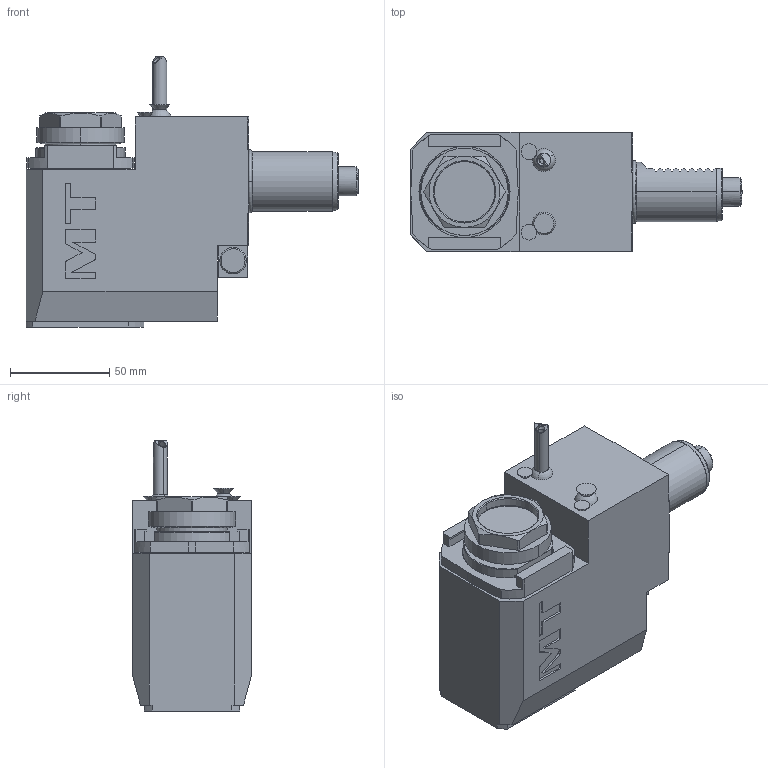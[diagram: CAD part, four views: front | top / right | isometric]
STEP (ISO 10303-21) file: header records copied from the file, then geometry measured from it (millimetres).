
FILE_DESCRIPTION((''),'2;1');
FILE_NAME('SAU0680132_CONF','2023-11-17T08:54:10',('smalpassi'),('M.T. srl'),'CREO PARAMETRIC BY PTC INC, 2021072','CREO PARAMETRIC BY PTC INC, 2021072','');
FILE_SCHEMA(('CONFIG_CONTROL_DESIGN'));
Length unit declared in the file: millimetre
Products named in the file (1): SAU0680132_CONF
Bounding box: 167.5 x 60 x 136.35 mm (x, y, z)
Volume: 649422.9 mm3; surface area: 67401.2 mm2
Topology: 2 solids, 2 shells, 295 faces, 749 edges, 488 vertices
Faces by surface type: plane 157, cylinder 82, cone 35, torus 14, extrusion 4, sphere 3
Entity records: 9690 total; most frequent: CARTESIAN_POINT 2480, ORIENTED_EDGE 1498, DIRECTION 1466, EDGE_CURVE 749, AXIS2_PLACEMENT_3D 514, VERTEX_POINT 488, VECTOR 438, LINE 434
